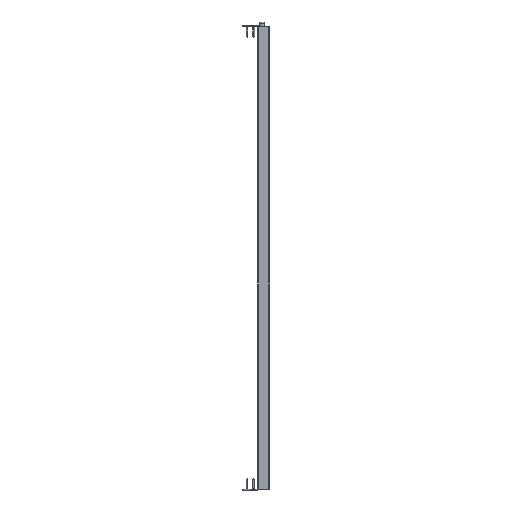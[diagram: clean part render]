
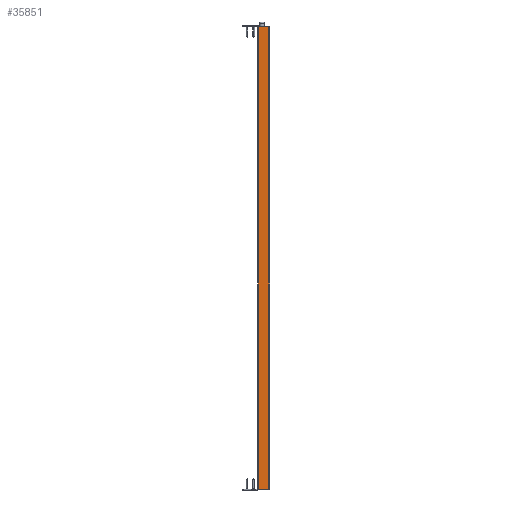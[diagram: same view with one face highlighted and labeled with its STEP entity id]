
A CAD part, left-side view. The second image highlights one B-rep face of the part: STEP entity #35851.
In plain terms, the highlighted planar face has unit normal (-1, 0, 0).
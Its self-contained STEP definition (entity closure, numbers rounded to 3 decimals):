
#1854 = EDGE_LOOP ( 'NONE', ( #10548, #33016, #9245, #12104 ) ) ;
#3323 = CARTESIAN_POINT ( 'NONE',  ( -10., 0., 833. ) ) ;
#4908 = EDGE_CURVE ( 'NONE', #31653, #31850, #35674, .T. ) ;
#6204 = LINE ( 'NONE', #9055, #41693 ) ;
#9055 = CARTESIAN_POINT ( 'NONE',  ( -10., 1., 0. ) ) ;
#9245 = ORIENTED_EDGE ( 'NONE', *, *, #14148, .T. ) ;
#9287 = AXIS2_PLACEMENT_3D ( 'NONE', #19492, #13357, #10073 ) ;
#10073 = DIRECTION ( 'NONE',  ( 0., 1., 0. ) ) ;
#10270 = VERTEX_POINT ( 'NONE', #40134 ) ;
#10548 = ORIENTED_EDGE ( 'NONE', *, *, #36328, .F. ) ;
#11059 = DIRECTION ( 'NONE',  ( 0., -1., 0. ) ) ;
#11487 = LINE ( 'NONE', #17842, #36547 ) ;
#12104 = ORIENTED_EDGE ( 'NONE', *, *, #4908, .F. ) ;
#13357 = DIRECTION ( 'NONE',  ( 1., 0., 0. ) ) ;
#13838 = CARTESIAN_POINT ( 'NONE',  ( -10., -19., 0. ) ) ;
#14148 = EDGE_CURVE ( 'NONE', #20371, #31850, #6204, .T. ) ;
#15984 = PLANE ( 'NONE',  #9287 ) ;
#16013 = DIRECTION ( 'NONE',  ( 0., 0., -1. ) ) ;
#17652 = VECTOR ( 'NONE', #42657, 1000. ) ;
#17842 = CARTESIAN_POINT ( 'NONE',  ( -10., 1., 833. ) ) ;
#19170 = EDGE_CURVE ( 'NONE', #10270, #20371, #33091, .T. ) ;
#19492 = CARTESIAN_POINT ( 'NONE',  ( -10., 1., 833. ) ) ;
#19553 = DIRECTION ( 'NONE',  ( 0., -1., 0. ) ) ;
#20371 = VERTEX_POINT ( 'NONE', #33040 ) ;
#29578 = FACE_OUTER_BOUND ( 'NONE', #1854, .T. ) ;
#30332 = VECTOR ( 'NONE', #16013, 1000. ) ;
#31653 = VERTEX_POINT ( 'NONE', #37738 ) ;
#31850 = VERTEX_POINT ( 'NONE', #13838 ) ;
#33016 = ORIENTED_EDGE ( 'NONE', *, *, #19170, .T. ) ;
#33040 = CARTESIAN_POINT ( 'NONE',  ( -10., 0., 0. ) ) ;
#33091 = LINE ( 'NONE', #3323, #30332 ) ;
#35674 = LINE ( 'NONE', #35891, #17652 ) ;
#35851 = ADVANCED_FACE ( 'NONE', ( #29578 ), #15984, .F. ) ;
#35891 = CARTESIAN_POINT ( 'NONE',  ( -10., -19., 833. ) ) ;
#36328 = EDGE_CURVE ( 'NONE', #10270, #31653, #11487, .T. ) ;
#36547 = VECTOR ( 'NONE', #11059, 1000. ) ;
#37738 = CARTESIAN_POINT ( 'NONE',  ( -10., -19., 833. ) ) ;
#40134 = CARTESIAN_POINT ( 'NONE',  ( -10., 0., 833. ) ) ;
#41693 = VECTOR ( 'NONE', #19553, 1000. ) ;
#42657 = DIRECTION ( 'NONE',  ( 0., 0., -1. ) ) ;
